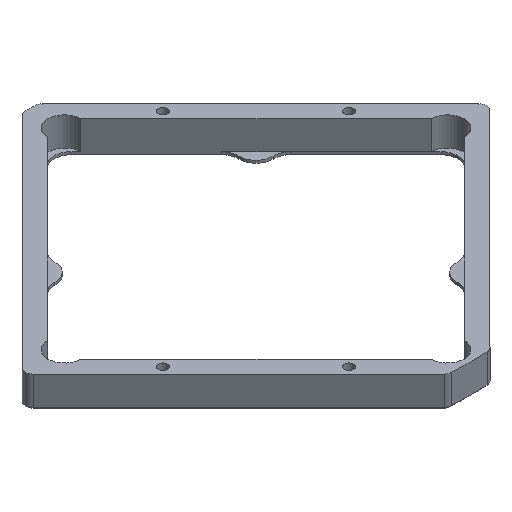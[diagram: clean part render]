
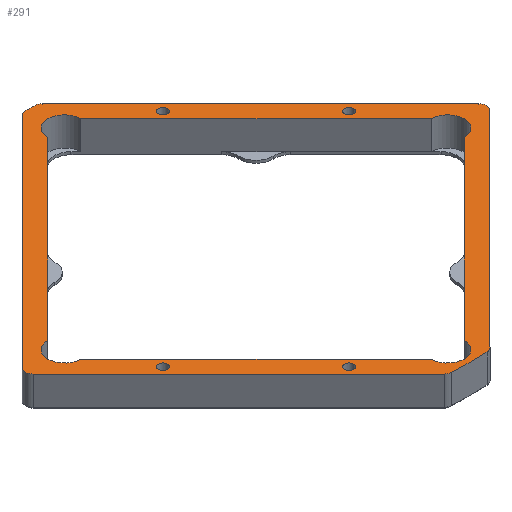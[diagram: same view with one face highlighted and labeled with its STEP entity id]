
A CAD part, isometric view. The second image highlights one B-rep face of the part: STEP entity #291.
In plain terms, the highlighted planar face has unit normal (0, 0, 1).
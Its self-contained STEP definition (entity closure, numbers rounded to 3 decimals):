
#32 = VERTEX_POINT('',#33);
#33 = CARTESIAN_POINT('',(-9.298,-51.939,407.35));
#39 = EDGE_CURVE('',#32,#40,#42,.T.);
#40 = VERTEX_POINT('',#41);
#41 = CARTESIAN_POINT('',(-51.081,-10.157,407.35));
#42 = LINE('',#43,#44);
#43 = CARTESIAN_POINT('',(-9.298,-51.939,407.35));
#44 = VECTOR('',#45,1.);
#45 = DIRECTION('',(-0.707,0.707,0.));
#272 = EDGE_CURVE('',#40,#273,#275,.T.);
#273 = VERTEX_POINT('',#274);
#274 = CARTESIAN_POINT('',(-52.256,-9.722,407.35));
#275 = CIRCLE('',#276,1.5);
#276 = AXIS2_PLACEMENT_3D('',#277,#278,#279);
#277 = CARTESIAN_POINT('',(-52.141,-11.217,407.35));
#278 = DIRECTION('',(0.,-0.,1.));
#279 = DIRECTION('',(0.707,0.707,0.));
#291 = ADVANCED_FACE('',(#292,#381,#392,#462,#473,#484),#495,.F.);
#292 = FACE_BOUND('',#293,.T.);
#293 = EDGE_LOOP('',(#294,#295,#296,#305,#314,#322,#331,#339,#348,#357,
    #366,#374));
#294 = ORIENTED_EDGE('',*,*,#39,.T.);
#295 = ORIENTED_EDGE('',*,*,#272,.T.);
#296 = ORIENTED_EDGE('',*,*,#297,.T.);
#297 = EDGE_CURVE('',#273,#298,#300,.T.);
#298 = VERTEX_POINT('',#299);
#299 = CARTESIAN_POINT('',(-53.744,-9.722,407.35));
#300 = CIRCLE('',#301,9.75);
#301 = AXIS2_PLACEMENT_3D('',#302,#303,#304);
#302 = CARTESIAN_POINT('',(-53.,0.,407.35));
#303 = DIRECTION('',(-0.,0.,-1.));
#304 = DIRECTION('',(0.076,-0.997,-0.));
#305 = ORIENTED_EDGE('',*,*,#306,.T.);
#306 = EDGE_CURVE('',#298,#307,#309,.T.);
#307 = VERTEX_POINT('',#308);
#308 = CARTESIAN_POINT('',(-54.919,-10.157,407.35));
#309 = CIRCLE('',#310,1.5);
#310 = AXIS2_PLACEMENT_3D('',#311,#312,#313);
#311 = CARTESIAN_POINT('',(-53.859,-11.217,407.35));
#312 = DIRECTION('',(0.,-0.,1.));
#313 = DIRECTION('',(0.076,0.997,0.));
#314 = ORIENTED_EDGE('',*,*,#315,.T.);
#315 = EDGE_CURVE('',#307,#316,#318,.T.);
#316 = VERTEX_POINT('',#317);
#317 = CARTESIAN_POINT('',(-96.702,-51.939,407.35));
#318 = LINE('',#319,#320);
#319 = CARTESIAN_POINT('',(-54.919,-10.157,407.35));
#320 = VECTOR('',#321,1.);
#321 = DIRECTION('',(-0.707,-0.707,0.));
#322 = ORIENTED_EDGE('',*,*,#323,.T.);
#323 = EDGE_CURVE('',#316,#324,#326,.T.);
#324 = VERTEX_POINT('',#325);
#325 = CARTESIAN_POINT('',(-96.702,-54.061,407.35));
#326 = CIRCLE('',#327,1.5);
#327 = AXIS2_PLACEMENT_3D('',#328,#329,#330);
#328 = CARTESIAN_POINT('',(-95.641,-53.,407.35));
#329 = DIRECTION('',(0.,0.,1.));
#330 = DIRECTION('',(-0.707,0.707,0.));
#331 = ORIENTED_EDGE('',*,*,#332,.T.);
#332 = EDGE_CURVE('',#324,#333,#335,.T.);
#333 = VERTEX_POINT('',#334);
#334 = CARTESIAN_POINT('',(-57.381,-93.382,407.35));
#335 = LINE('',#336,#337);
#336 = CARTESIAN_POINT('',(-96.702,-54.061,407.35));
#337 = VECTOR('',#338,1.);
#338 = DIRECTION('',(0.707,-0.707,-0.));
#339 = ORIENTED_EDGE('',*,*,#340,.T.);
#340 = EDGE_CURVE('',#333,#341,#343,.T.);
#341 = VERTEX_POINT('',#342);
#342 = CARTESIAN_POINT('',(-56.374,-93.82,407.35));
#343 = CIRCLE('',#344,1.5);
#344 = AXIS2_PLACEMENT_3D('',#345,#346,#347);
#345 = CARTESIAN_POINT('',(-56.32,-92.321,407.35));
#346 = DIRECTION('',(0.,0.,1.));
#347 = DIRECTION('',(-0.707,-0.707,0.));
#348 = ORIENTED_EDGE('',*,*,#349,.T.);
#349 = EDGE_CURVE('',#341,#350,#352,.T.);
#350 = VERTEX_POINT('',#351);
#351 = CARTESIAN_POINT('',(-49.626,-93.82,407.35));
#352 = CIRCLE('',#353,93.881);
#353 = AXIS2_PLACEMENT_3D('',#354,#355,#356);
#354 = CARTESIAN_POINT('',(-53.,0.,407.35));
#355 = DIRECTION('',(0.,0.,1.));
#356 = DIRECTION('',(-0.036,-0.999,0.));
#357 = ORIENTED_EDGE('',*,*,#358,.T.);
#358 = EDGE_CURVE('',#350,#359,#361,.T.);
#359 = VERTEX_POINT('',#360);
#360 = CARTESIAN_POINT('',(-48.619,-93.382,407.35));
#361 = CIRCLE('',#362,1.5);
#362 = AXIS2_PLACEMENT_3D('',#363,#364,#365);
#363 = CARTESIAN_POINT('',(-49.68,-92.321,407.35));
#364 = DIRECTION('',(0.,-0.,1.));
#365 = DIRECTION('',(0.036,-0.999,-0.));
#366 = ORIENTED_EDGE('',*,*,#367,.T.);
#367 = EDGE_CURVE('',#359,#368,#370,.T.);
#368 = VERTEX_POINT('',#369);
#369 = CARTESIAN_POINT('',(-9.298,-54.061,407.35));
#370 = LINE('',#371,#372);
#371 = CARTESIAN_POINT('',(-48.619,-93.382,407.35));
#372 = VECTOR('',#373,1.);
#373 = DIRECTION('',(0.707,0.707,0.));
#374 = ORIENTED_EDGE('',*,*,#375,.T.);
#375 = EDGE_CURVE('',#368,#32,#376,.T.);
#376 = CIRCLE('',#377,1.5);
#377 = AXIS2_PLACEMENT_3D('',#378,#379,#380);
#378 = CARTESIAN_POINT('',(-10.359,-53.,407.35));
#379 = DIRECTION('',(0.,-0.,1.));
#380 = DIRECTION('',(0.707,-0.707,-0.));
#381 = FACE_BOUND('',#382,.T.);
#382 = EDGE_LOOP('',(#383));
#383 = ORIENTED_EDGE('',*,*,#384,.T.);
#384 = EDGE_CURVE('',#385,#385,#387,.T.);
#385 = VERTEX_POINT('',#386);
#386 = CARTESIAN_POINT('',(-83.07,-64.376,407.35));
#387 = CIRCLE('',#388,0.875);
#388 = AXIS2_PLACEMENT_3D('',#389,#390,#391);
#389 = CARTESIAN_POINT('',(-83.07,-65.251,407.35));
#390 = DIRECTION('',(0.,0.,-1.));
#391 = DIRECTION('',(0.,1.,0.));
#392 = FACE_BOUND('',#393,.T.);
#393 = EDGE_LOOP('',(#394,#404,#413,#421,#430,#438,#447,#455));
#394 = ORIENTED_EDGE('',*,*,#395,.F.);
#395 = EDGE_CURVE('',#396,#398,#400,.T.);
#396 = VERTEX_POINT('',#397);
#397 = CARTESIAN_POINT('',(-89.707,-56.174,407.35));
#398 = VERTEX_POINT('',#399);
#399 = CARTESIAN_POINT('',(-56.174,-89.707,407.35));
#400 = LINE('',#401,#402);
#401 = CARTESIAN_POINT('',(-89.707,-56.174,407.35));
#402 = VECTOR('',#403,1.);
#403 = DIRECTION('',(0.707,-0.707,-0.));
#404 = ORIENTED_EDGE('',*,*,#405,.F.);
#405 = EDGE_CURVE('',#406,#396,#408,.T.);
#406 = VERTEX_POINT('',#407);
#407 = CARTESIAN_POINT('',(-89.707,-49.826,407.35));
#408 = CIRCLE('',#409,3.175);
#409 = AXIS2_PLACEMENT_3D('',#410,#411,#412);
#410 = CARTESIAN_POINT('',(-89.623,-53.,407.35));
#411 = DIRECTION('',(0.,0.,1.));
#412 = DIRECTION('',(-0.026,1.,0.));
#413 = ORIENTED_EDGE('',*,*,#414,.F.);
#414 = EDGE_CURVE('',#415,#406,#417,.T.);
#415 = VERTEX_POINT('',#416);
#416 = CARTESIAN_POINT('',(-56.174,-16.293,407.35));
#417 = LINE('',#418,#419);
#418 = CARTESIAN_POINT('',(-56.174,-16.293,407.35));
#419 = VECTOR('',#420,1.);
#420 = DIRECTION('',(-0.707,-0.707,0.));
#421 = ORIENTED_EDGE('',*,*,#422,.F.);
#422 = EDGE_CURVE('',#423,#415,#425,.T.);
#423 = VERTEX_POINT('',#424);
#424 = CARTESIAN_POINT('',(-49.826,-16.293,407.35));
#425 = CIRCLE('',#426,3.175);
#426 = AXIS2_PLACEMENT_3D('',#427,#428,#429);
#427 = CARTESIAN_POINT('',(-53.,-16.377,407.35));
#428 = DIRECTION('',(0.,-0.,1.));
#429 = DIRECTION('',(1.,0.026,0.));
#430 = ORIENTED_EDGE('',*,*,#431,.F.);
#431 = EDGE_CURVE('',#432,#423,#434,.T.);
#432 = VERTEX_POINT('',#433);
#433 = CARTESIAN_POINT('',(-16.293,-49.826,407.35));
#434 = LINE('',#435,#436);
#435 = CARTESIAN_POINT('',(-16.293,-49.826,407.35));
#436 = VECTOR('',#437,1.);
#437 = DIRECTION('',(-0.707,0.707,0.));
#438 = ORIENTED_EDGE('',*,*,#439,.F.);
#439 = EDGE_CURVE('',#440,#432,#442,.T.);
#440 = VERTEX_POINT('',#441);
#441 = CARTESIAN_POINT('',(-16.293,-56.174,407.35));
#442 = CIRCLE('',#443,3.175);
#443 = AXIS2_PLACEMENT_3D('',#444,#445,#446);
#444 = CARTESIAN_POINT('',(-16.377,-53.,407.35));
#445 = DIRECTION('',(0.,-0.,1.));
#446 = DIRECTION('',(0.026,-1.,-0.));
#447 = ORIENTED_EDGE('',*,*,#448,.F.);
#448 = EDGE_CURVE('',#449,#440,#451,.T.);
#449 = VERTEX_POINT('',#450);
#450 = CARTESIAN_POINT('',(-49.826,-89.707,407.35));
#451 = LINE('',#452,#453);
#452 = CARTESIAN_POINT('',(-49.826,-89.707,407.35));
#453 = VECTOR('',#454,1.);
#454 = DIRECTION('',(0.707,0.707,0.));
#455 = ORIENTED_EDGE('',*,*,#456,.F.);
#456 = EDGE_CURVE('',#398,#449,#457,.T.);
#457 = CIRCLE('',#458,3.175);
#458 = AXIS2_PLACEMENT_3D('',#459,#460,#461);
#459 = CARTESIAN_POINT('',(-53.,-89.623,407.35));
#460 = DIRECTION('',(0.,0.,1.));
#461 = DIRECTION('',(-1.,-0.026,0.));
#462 = FACE_BOUND('',#463,.T.);
#463 = EDGE_LOOP('',(#464));
#464 = ORIENTED_EDGE('',*,*,#465,.T.);
#465 = EDGE_CURVE('',#466,#466,#468,.T.);
#466 = VERTEX_POINT('',#467);
#467 = CARTESIAN_POINT('',(-40.749,-22.055,407.35));
#468 = CIRCLE('',#469,0.875);
#469 = AXIS2_PLACEMENT_3D('',#470,#471,#472);
#470 = CARTESIAN_POINT('',(-40.749,-22.93,407.35));
#471 = DIRECTION('',(0.,0.,-1.));
#472 = DIRECTION('',(0.,1.,0.));
#473 = FACE_BOUND('',#474,.T.);
#474 = EDGE_LOOP('',(#475));
#475 = ORIENTED_EDGE('',*,*,#476,.T.);
#476 = EDGE_CURVE('',#477,#477,#479,.T.);
#477 = VERTEX_POINT('',#478);
#478 = CARTESIAN_POINT('',(-65.251,-82.195,407.35));
#479 = CIRCLE('',#480,0.875);
#480 = AXIS2_PLACEMENT_3D('',#481,#482,#483);
#481 = CARTESIAN_POINT('',(-65.251,-83.07,407.35));
#482 = DIRECTION('',(0.,0.,-1.));
#483 = DIRECTION('',(0.,1.,0.));
#484 = FACE_BOUND('',#485,.T.);
#485 = EDGE_LOOP('',(#486));
#486 = ORIENTED_EDGE('',*,*,#487,.T.);
#487 = EDGE_CURVE('',#488,#488,#490,.T.);
#488 = VERTEX_POINT('',#489);
#489 = CARTESIAN_POINT('',(-22.93,-39.874,407.35));
#490 = CIRCLE('',#491,0.875);
#491 = AXIS2_PLACEMENT_3D('',#492,#493,#494);
#492 = CARTESIAN_POINT('',(-22.93,-40.749,407.35));
#493 = DIRECTION('',(0.,0.,-1.));
#494 = DIRECTION('',(0.,1.,0.));
#495 = PLANE('',#496);
#496 = AXIS2_PLACEMENT_3D('',#497,#498,#499);
#497 = CARTESIAN_POINT('',(-53.,-52.602,407.35));
#498 = DIRECTION('',(0.,-0.,-1.));
#499 = DIRECTION('',(0.,1.,0.));
